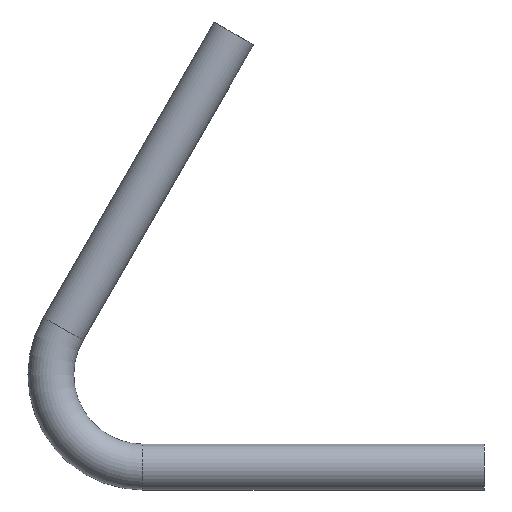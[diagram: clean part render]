
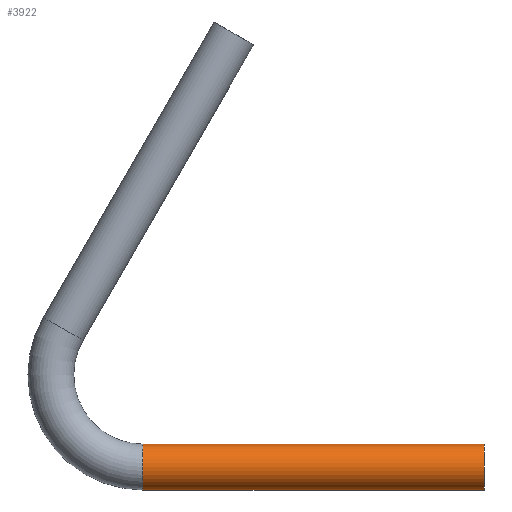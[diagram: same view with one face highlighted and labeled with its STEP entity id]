
A CAD part, left-side view. The second image highlights one B-rep face of the part: STEP entity #3922.
In plain terms, the highlighted cylindrical face has radius 13.45 mm (diameter 26.9 mm), a partial arc.
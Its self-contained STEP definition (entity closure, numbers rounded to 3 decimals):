
#299 = CARTESIAN_POINT ( 'NONE',  ( 0., 0., 0. ) ) ;
#631 = EDGE_CURVE ( 'NONE', #924, #7374, #3134, .T. ) ;
#637 = AXIS2_PLACEMENT_3D ( 'NONE', #4564, #9437, #7014 ) ;
#659 = CARTESIAN_POINT ( 'NONE',  ( 0., 0., -13.45 ) ) ;
#924 = VERTEX_POINT ( 'NONE', #7134 ) ;
#1127 = DIRECTION ( 'NONE',  ( 0., 0., 1. ) ) ;
#1279 = ORIENTED_EDGE ( 'NONE', *, *, #3463, .T. ) ;
#2122 = ORIENTED_EDGE ( 'NONE', *, *, #631, .F. ) ;
#2613 = DIRECTION ( 'NONE',  ( 0., -1., 0. ) ) ;
#2913 = AXIS2_PLACEMENT_3D ( 'NONE', #299, #10091, #1127 ) ;
#3050 = CYLINDRICAL_SURFACE ( 'NONE', #637, 13.45 ) ;
#3134 = CIRCLE ( 'NONE', #4922, 13.45 ) ;
#3463 = EDGE_CURVE ( 'NONE', #924, #8801, #7447, .T. ) ;
#3730 = CARTESIAN_POINT ( 'NONE',  ( 0., 0., 13.45 ) ) ;
#3921 = CARTESIAN_POINT ( 'NONE',  ( 0., 200., 13.45 ) ) ;
#3922 = ADVANCED_FACE ( 'NONE', ( #6395 ), #3050, .T. ) ;
#4225 = EDGE_CURVE ( 'NONE', #7374, #6582, #9344, .T. ) ;
#4525 = CIRCLE ( 'NONE', #2913, 13.45 ) ;
#4564 = CARTESIAN_POINT ( 'NONE',  ( 0., 200., 0. ) ) ;
#4922 = AXIS2_PLACEMENT_3D ( 'NONE', #10422, #6341, #5528 ) ;
#5307 = VECTOR ( 'NONE', #6963, 1000. ) ;
#5528 = DIRECTION ( 'NONE',  ( 0., 0., 1. ) ) ;
#6002 = VECTOR ( 'NONE', #2613, 1000. ) ;
#6247 = ORIENTED_EDGE ( 'NONE', *, *, #8594, .T. ) ;
#6341 = DIRECTION ( 'NONE',  ( 0., 1., 0. ) ) ;
#6395 = FACE_OUTER_BOUND ( 'NONE', #7138, .T. ) ;
#6582 = VERTEX_POINT ( 'NONE', #3730 ) ;
#6963 = DIRECTION ( 'NONE',  ( 0., -1., 0. ) ) ;
#7014 = DIRECTION ( 'NONE',  ( 0., 0., -1. ) ) ;
#7134 = CARTESIAN_POINT ( 'NONE',  ( 0., 200., -13.45 ) ) ;
#7138 = EDGE_LOOP ( 'NONE', ( #10601, #2122, #1279, #6247 ) ) ;
#7374 = VERTEX_POINT ( 'NONE', #3921 ) ;
#7447 = LINE ( 'NONE', #8585, #5307 ) ;
#8585 = CARTESIAN_POINT ( 'NONE',  ( 0., 200., -13.45 ) ) ;
#8594 = EDGE_CURVE ( 'NONE', #8801, #6582, #4525, .T. ) ;
#8801 = VERTEX_POINT ( 'NONE', #659 ) ;
#9070 = CARTESIAN_POINT ( 'NONE',  ( 0., 200., 13.45 ) ) ;
#9344 = LINE ( 'NONE', #9070, #6002 ) ;
#9437 = DIRECTION ( 'NONE',  ( 0., -1., 0. ) ) ;
#10091 = DIRECTION ( 'NONE',  ( 0., 1., 0. ) ) ;
#10422 = CARTESIAN_POINT ( 'NONE',  ( 0., 200., 0. ) ) ;
#10601 = ORIENTED_EDGE ( 'NONE', *, *, #4225, .F. ) ;
